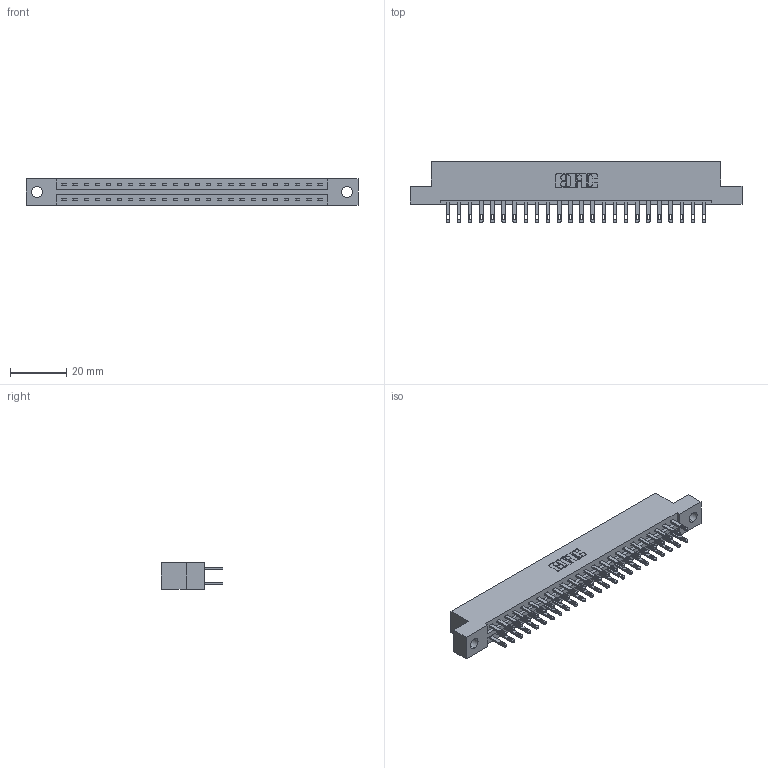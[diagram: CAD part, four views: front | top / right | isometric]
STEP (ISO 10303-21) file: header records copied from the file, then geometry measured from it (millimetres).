
FILE_DESCRIPTION (( 'STEP AP203' ), '1' );
FILE_NAME ('337-048-500-204.STEP', '2018-08-09T09:03:33', ( '' ), ( '' ), 'SwSTEP 2.0', 'SolidWorks 2016', '' );
FILE_SCHEMA (( 'CONFIG_CONTROL_DESIGN' ));
Length unit declared in the file: inch
Products named in the file (3): 337 Part_Flush Mounting Lugs - 0.156 Dia-TH; 345-292-001_345-293-100; 337-048-500-204
Assembly tree (49 placements, depth 2):
  337-048-500-204
    337 Part_Flush Mounting Lugs - 0.156 Dia-TH
    345-292-001_345-293-100  x48
Bounding box: 118.11 x 21.85 x 9.4 mm (x, y, z)
Volume: 12266.6 mm3; surface area: 14022.6 mm2
Topology: 49 solids, 49 shells, 2514 faces, 7655 edges, 5102 vertices
Faces by surface type: plane 1606, cylinder 908
Entity records: 20869 total; most frequent: CARTESIAN_POINT 3530, ORIENTED_EDGE 3466, DIRECTION 3037, EDGE_CURVE 1733, LINE 1601, VECTOR 1601, VERTEX_POINT 1154, AXIS2_PLACEMENT_3D 718
